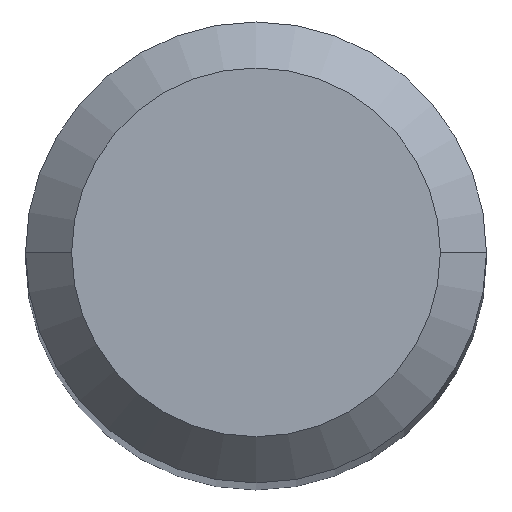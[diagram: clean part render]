
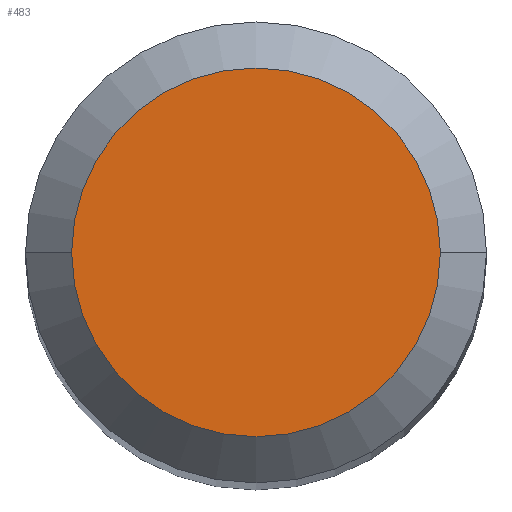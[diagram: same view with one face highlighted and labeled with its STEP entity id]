
A CAD part, top view. The second image highlights one B-rep face of the part: STEP entity #483.
In plain terms, the highlighted planar face has unit normal (0, 0, 1).
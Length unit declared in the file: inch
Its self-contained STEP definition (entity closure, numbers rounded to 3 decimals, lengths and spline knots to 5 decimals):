
#8 = VERTEX_POINT ( 'NONE', #232 ) ;
#16 = CIRCLE ( 'NONE', #448, 0.04724 ) ;
#29 = DIRECTION ( 'NONE',  ( 0., 0., 1. ) ) ;
#68 = DIRECTION ( 'NONE',  ( 0., 0., -1. ) ) ;
#74 = CARTESIAN_POINT ( 'NONE',  ( 0., 0., 0. ) ) ;
#87 = ORIENTED_EDGE ( 'NONE', *, *, #256, .T. ) ;
#101 = CIRCLE ( 'NONE', #159, 0.04724 ) ;
#123 = ORIENTED_EDGE ( 'NONE', *, *, #297, .T. ) ;
#144 = CARTESIAN_POINT ( 'NONE',  ( 0., 0., 0. ) ) ;
#159 = AXIS2_PLACEMENT_3D ( 'NONE', #462, #174, #471 ) ;
#174 = DIRECTION ( 'NONE',  ( 0., 0., 1. ) ) ;
#212 = DIRECTION ( 'NONE',  ( -1., 0., 0. ) ) ;
#225 = VERTEX_POINT ( 'NONE', #351 ) ;
#232 = CARTESIAN_POINT ( 'NONE',  ( 0.04724, 0., 0. ) ) ;
#256 = EDGE_CURVE ( 'NONE', #8, #225, #101, .T. ) ;
#297 = EDGE_CURVE ( 'NONE', #225, #8, #16, .T. ) ;
#318 = AXIS2_PLACEMENT_3D ( 'NONE', #144, #68, #212 ) ;
#351 = CARTESIAN_POINT ( 'NONE',  ( -0.04724, 0., 0. ) ) ;
#357 = DIRECTION ( 'NONE',  ( 1., 0., 0. ) ) ;
#366 = PLANE ( 'NONE',  #318 ) ;
#437 = FACE_OUTER_BOUND ( 'NONE', #460, .T. ) ;
#448 = AXIS2_PLACEMENT_3D ( 'NONE', #74, #29, #357 ) ;
#460 = EDGE_LOOP ( 'NONE', ( #123, #87 ) ) ;
#462 = CARTESIAN_POINT ( 'NONE',  ( 0., 0., 0. ) ) ;
#471 = DIRECTION ( 'NONE',  ( 1., 0., 0. ) ) ;
#483 = ADVANCED_FACE ( 'NONE', ( #437 ), #366, .F. ) ;
